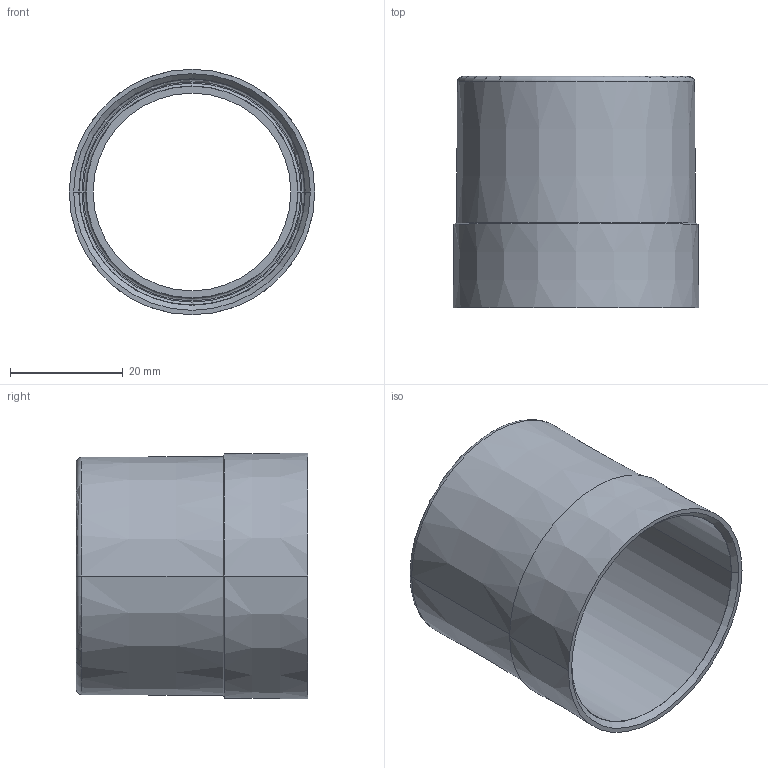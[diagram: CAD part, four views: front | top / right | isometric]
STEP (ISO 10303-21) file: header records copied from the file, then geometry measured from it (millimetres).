
FILE_DESCRIPTION((''),'2;1');
FILE_NAME('2047861','2012-08-14T',('AndreasKeweloh'),(''),'PRO/ENGINEER BY PARAMETRIC TECHNOLOGY CORPORATION, 2012130','PRO/ENGINEER BY PARAMETRIC TECHNOLOGY CORPORATION, 2012130','');
FILE_SCHEMA(('CONFIG_CONTROL_DESIGN'));
Length unit declared in the file: millimetre
Products named in the file (1): 2047861
Bounding box: 43.5 x 41 x 43.5 mm (x, y, z)
Surface area: 11709.2 mm2 (no closed solid volume)
Topology: 0 solids, 1 shells, 129 faces, 388 edges, 262 vertices
Faces by surface type: plane 99, torus 14, cone 12, cylinder 4
Entity records: 4593 total; most frequent: CARTESIAN_POINT 1209, ORIENTED_EDGE 744, DIRECTION 614, EDGE_CURVE 388, VERTEX_POINT 262, VECTOR 218, LINE 218, AXIS2_PLACEMENT_3D 198
